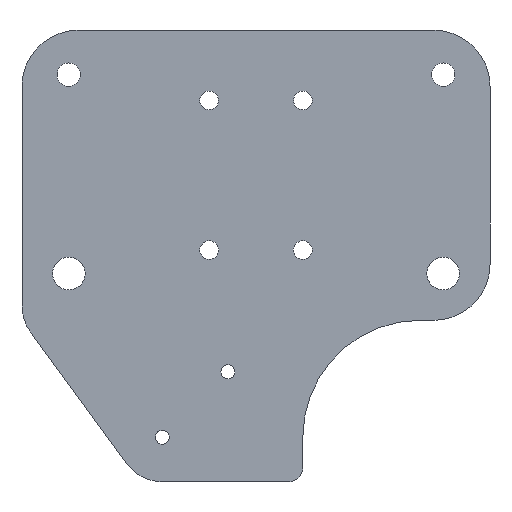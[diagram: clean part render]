
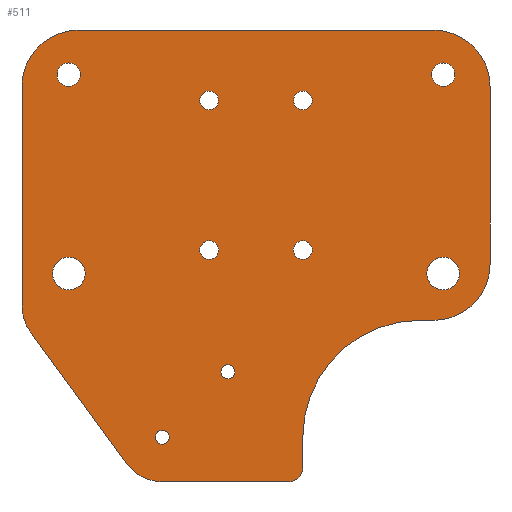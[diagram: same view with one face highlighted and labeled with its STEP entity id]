
A CAD part, left-side view. The second image highlights one B-rep face of the part: STEP entity #511.
In plain terms, the highlighted planar face has unit normal (-1, 0, 0).
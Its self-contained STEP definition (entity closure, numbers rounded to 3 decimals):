
#42=FACE_BOUND('',#93,.T.);
#43=FACE_BOUND('',#94,.T.);
#44=FACE_BOUND('',#95,.T.);
#45=FACE_BOUND('',#96,.T.);
#46=FACE_BOUND('',#97,.T.);
#47=FACE_BOUND('',#98,.T.);
#48=FACE_BOUND('',#99,.T.);
#49=FACE_BOUND('',#100,.T.);
#50=FACE_BOUND('',#101,.T.);
#51=FACE_BOUND('',#102,.T.);
#56=FACE_OUTER_BOUND('',#92,.T.);
#92=EDGE_LOOP('',(#390,#391,#392,#393,#394,#395,#396,#397,#398,#399,#400,
#401,#402,#403));
#93=EDGE_LOOP('',(#404));
#94=EDGE_LOOP('',(#405));
#95=EDGE_LOOP('',(#406));
#96=EDGE_LOOP('',(#407));
#97=EDGE_LOOP('',(#408));
#98=EDGE_LOOP('',(#409));
#99=EDGE_LOOP('',(#410));
#100=EDGE_LOOP('',(#411));
#101=EDGE_LOOP('',(#412));
#102=EDGE_LOOP('',(#413));
#141=CIRCLE('',#566,9.5);
#142=CIRCLE('',#570,3.);
#143=CIRCLE('',#571,25.);
#144=CIRCLE('',#572,12.);
#145=CIRCLE('',#573,12.);
#146=CIRCLE('',#574,12.);
#147=CIRCLE('',#575,9.5);
#148=CIRCLE('',#576,2.5);
#149=CIRCLE('',#577,2.);
#150=CIRCLE('',#578,2.);
#151=CIRCLE('',#579,2.);
#152=CIRCLE('',#580,2.);
#153=CIRCLE('',#581,3.5);
#154=CIRCLE('',#582,3.5);
#155=CIRCLE('',#583,2.5);
#156=CIRCLE('',#584,1.5);
#157=CIRCLE('',#585,1.5);
#168=LINE('',#826,#206);
#170=LINE('',#830,#208);
#171=LINE('',#835,#209);
#172=LINE('',#839,#210);
#173=LINE('',#843,#211);
#174=LINE('',#847,#212);
#175=LINE('',#851,#213);
#206=VECTOR('',#661,1.);
#208=VECTOR('',#665,1.);
#209=VECTOR('',#670,1.);
#210=VECTOR('',#673,1.);
#211=VECTOR('',#676,1.);
#212=VECTOR('',#679,1.);
#213=VECTOR('',#682,1.);
#258=VERTEX_POINT('',#818);
#259=VERTEX_POINT('',#819);
#260=VERTEX_POINT('',#824);
#261=VERTEX_POINT('',#828);
#262=VERTEX_POINT('',#832);
#263=VERTEX_POINT('',#834);
#264=VERTEX_POINT('',#836);
#265=VERTEX_POINT('',#838);
#266=VERTEX_POINT('',#840);
#267=VERTEX_POINT('',#842);
#268=VERTEX_POINT('',#844);
#269=VERTEX_POINT('',#846);
#270=VERTEX_POINT('',#848);
#271=VERTEX_POINT('',#850);
#272=VERTEX_POINT('',#853);
#273=VERTEX_POINT('',#855);
#274=VERTEX_POINT('',#857);
#275=VERTEX_POINT('',#859);
#276=VERTEX_POINT('',#861);
#277=VERTEX_POINT('',#863);
#278=VERTEX_POINT('',#865);
#279=VERTEX_POINT('',#867);
#280=VERTEX_POINT('',#869);
#281=VERTEX_POINT('',#871);
#306=EDGE_CURVE('',#258,#259,#141,.T.);
#310=EDGE_CURVE('',#260,#258,#168,.T.);
#312=EDGE_CURVE('',#259,#261,#170,.T.);
#313=EDGE_CURVE('',#262,#260,#142,.T.);
#314=EDGE_CURVE('',#263,#262,#171,.T.);
#315=EDGE_CURVE('',#263,#264,#143,.T.);
#316=EDGE_CURVE('',#265,#264,#172,.F.);
#317=EDGE_CURVE('',#266,#265,#144,.T.);
#318=EDGE_CURVE('',#267,#266,#173,.T.);
#319=EDGE_CURVE('',#268,#267,#145,.T.);
#320=EDGE_CURVE('',#269,#268,#174,.F.);
#321=EDGE_CURVE('',#270,#269,#146,.T.);
#322=EDGE_CURVE('',#271,#270,#175,.T.);
#323=EDGE_CURVE('',#261,#271,#147,.T.);
#324=EDGE_CURVE('',#272,#272,#148,.T.);
#325=EDGE_CURVE('',#273,#273,#149,.T.);
#326=EDGE_CURVE('',#274,#274,#150,.T.);
#327=EDGE_CURVE('',#275,#275,#151,.T.);
#328=EDGE_CURVE('',#276,#276,#152,.T.);
#329=EDGE_CURVE('',#277,#277,#153,.T.);
#330=EDGE_CURVE('',#278,#278,#154,.T.);
#331=EDGE_CURVE('',#279,#279,#155,.T.);
#332=EDGE_CURVE('',#280,#280,#156,.T.);
#333=EDGE_CURVE('',#281,#281,#157,.T.);
#390=ORIENTED_EDGE('',*,*,#313,.F.);
#391=ORIENTED_EDGE('',*,*,#314,.F.);
#392=ORIENTED_EDGE('',*,*,#315,.T.);
#393=ORIENTED_EDGE('',*,*,#316,.F.);
#394=ORIENTED_EDGE('',*,*,#317,.F.);
#395=ORIENTED_EDGE('',*,*,#318,.F.);
#396=ORIENTED_EDGE('',*,*,#319,.F.);
#397=ORIENTED_EDGE('',*,*,#320,.F.);
#398=ORIENTED_EDGE('',*,*,#321,.F.);
#399=ORIENTED_EDGE('',*,*,#322,.F.);
#400=ORIENTED_EDGE('',*,*,#323,.F.);
#401=ORIENTED_EDGE('',*,*,#312,.F.);
#402=ORIENTED_EDGE('',*,*,#306,.F.);
#403=ORIENTED_EDGE('',*,*,#310,.F.);
#404=ORIENTED_EDGE('',*,*,#324,.T.);
#405=ORIENTED_EDGE('',*,*,#325,.T.);
#406=ORIENTED_EDGE('',*,*,#326,.T.);
#407=ORIENTED_EDGE('',*,*,#327,.T.);
#408=ORIENTED_EDGE('',*,*,#328,.T.);
#409=ORIENTED_EDGE('',*,*,#329,.T.);
#410=ORIENTED_EDGE('',*,*,#330,.T.);
#411=ORIENTED_EDGE('',*,*,#331,.T.);
#412=ORIENTED_EDGE('',*,*,#332,.T.);
#413=ORIENTED_EDGE('',*,*,#333,.T.);
#501=PLANE('',#569);
#511=ADVANCED_FACE('',(#56,#42,#43,#44,#45,#46,#47,#48,#49,#50,#51),#501,
 .F.);
#566=AXIS2_PLACEMENT_3D('',#820,#654,#655);
#569=AXIS2_PLACEMENT_3D('',#831,#666,#667);
#570=AXIS2_PLACEMENT_3D('',#833,#668,#669);
#571=AXIS2_PLACEMENT_3D('',#837,#671,#672);
#572=AXIS2_PLACEMENT_3D('',#841,#674,#675);
#573=AXIS2_PLACEMENT_3D('',#845,#677,#678);
#574=AXIS2_PLACEMENT_3D('',#849,#680,#681);
#575=AXIS2_PLACEMENT_3D('',#852,#683,#684);
#576=AXIS2_PLACEMENT_3D('',#854,#685,#686);
#577=AXIS2_PLACEMENT_3D('',#856,#687,#688);
#578=AXIS2_PLACEMENT_3D('',#858,#689,#690);
#579=AXIS2_PLACEMENT_3D('',#860,#691,#692);
#580=AXIS2_PLACEMENT_3D('',#862,#693,#694);
#581=AXIS2_PLACEMENT_3D('',#864,#695,#696);
#582=AXIS2_PLACEMENT_3D('',#866,#697,#698);
#583=AXIS2_PLACEMENT_3D('',#868,#699,#700);
#584=AXIS2_PLACEMENT_3D('',#870,#701,#702);
#585=AXIS2_PLACEMENT_3D('',#872,#703,#704);
#654=DIRECTION('center_axis',(1.,0.,0.));
#655=DIRECTION('ref_axis',(0.,-1.,0.));
#661=DIRECTION('',(0.,1.,0.));
#665=DIRECTION('',(0.,0.589,0.808));
#666=DIRECTION('center_axis',(1.,0.,0.));
#667=DIRECTION('ref_axis',(0.,1.,0.));
#668=DIRECTION('center_axis',(1.,0.,0.));
#669=DIRECTION('ref_axis',(0.,-1.,0.));
#670=DIRECTION('',(0.,0.,-1.));
#671=DIRECTION('center_axis',(1.,0.,0.));
#672=DIRECTION('ref_axis',(0.,-1.,0.));
#673=DIRECTION('',(0.,-1.,0.));
#674=DIRECTION('center_axis',(1.,0.,0.));
#675=DIRECTION('ref_axis',(0.,-1.,0.));
#676=DIRECTION('',(0.,0.,-1.));
#677=DIRECTION('center_axis',(1.,0.,0.));
#678=DIRECTION('ref_axis',(0.,-1.,0.));
#679=DIRECTION('',(0.,1.,0.));
#680=DIRECTION('center_axis',(1.,0.,0.));
#681=DIRECTION('ref_axis',(0.,-1.,0.));
#682=DIRECTION('',(0.,0.,1.));
#683=DIRECTION('center_axis',(1.,0.,0.));
#684=DIRECTION('ref_axis',(0.,-1.,0.));
#685=DIRECTION('center_axis',(1.,0.,0.));
#686=DIRECTION('ref_axis',(0.,-1.,0.));
#687=DIRECTION('center_axis',(1.,0.,0.));
#688=DIRECTION('ref_axis',(0.,-1.,0.));
#689=DIRECTION('center_axis',(1.,0.,0.));
#690=DIRECTION('ref_axis',(0.,-1.,0.));
#691=DIRECTION('center_axis',(1.,0.,0.));
#692=DIRECTION('ref_axis',(0.,-1.,0.));
#693=DIRECTION('center_axis',(1.,0.,0.));
#694=DIRECTION('ref_axis',(0.,-1.,0.));
#695=DIRECTION('center_axis',(1.,0.,0.));
#696=DIRECTION('ref_axis',(0.,-1.,0.));
#697=DIRECTION('center_axis',(1.,0.,0.));
#698=DIRECTION('ref_axis',(0.,-1.,0.));
#699=DIRECTION('center_axis',(1.,0.,0.));
#700=DIRECTION('ref_axis',(0.,-1.,0.));
#701=DIRECTION('center_axis',(1.,0.,0.));
#702=DIRECTION('ref_axis',(0.,-1.,0.));
#703=DIRECTION('center_axis',(1.,0.,0.));
#704=DIRECTION('ref_axis',(0.,-1.,0.));
#818=CARTESIAN_POINT('',(-4.6,20.,-34.5));
#819=CARTESIAN_POINT('',(-4.6,27.674,-30.599));
#820=CARTESIAN_POINT('Origin',(-4.6,20.,-25.));
#824=CARTESIAN_POINT('',(-4.6,-7.,-34.5));
#826=CARTESIAN_POINT('',(-4.6,6.5,-34.5));
#828=CARTESIAN_POINT('',(-4.6,48.174,-2.502));
#830=CARTESIAN_POINT('',(-4.6,37.924,-16.551));
#831=CARTESIAN_POINT('Origin',(-4.6,0.,0.));
#832=CARTESIAN_POINT('',(-4.6,-10.,-31.5));
#833=CARTESIAN_POINT('Origin',(-4.6,-7.,-31.5));
#834=CARTESIAN_POINT('',(-4.6,-10.,-25.));
#835=CARTESIAN_POINT('',(-4.6,-10.,-28.25));
#836=CARTESIAN_POINT('',(-4.6,-35.,0.));
#837=CARTESIAN_POINT('Origin',(-4.6,-35.,-25.));
#838=CARTESIAN_POINT('',(-4.6,-38.,0.));
#839=CARTESIAN_POINT('',(-4.6,-36.5,0.));
#840=CARTESIAN_POINT('',(-4.6,-50.,12.));
#841=CARTESIAN_POINT('Origin',(-4.6,-38.,12.));
#842=CARTESIAN_POINT('',(-4.6,-50.,50.));
#843=CARTESIAN_POINT('',(-4.6,-50.,31.));
#844=CARTESIAN_POINT('',(-4.6,-38.,62.));
#845=CARTESIAN_POINT('Origin',(-4.6,-38.,50.));
#846=CARTESIAN_POINT('',(-4.6,38.,62.));
#847=CARTESIAN_POINT('',(-4.6,0.,62.));
#848=CARTESIAN_POINT('',(-4.6,50.,50.));
#849=CARTESIAN_POINT('Origin',(-4.6,38.,50.));
#850=CARTESIAN_POINT('',(-4.6,50.,3.097));
#851=CARTESIAN_POINT('',(-4.6,50.,26.549));
#852=CARTESIAN_POINT('Origin',(-4.6,40.5,3.097));
#853=CARTESIAN_POINT('',(-4.6,37.5,52.5));
#854=CARTESIAN_POINT('Origin',(-4.6,40.,52.5));
#855=CARTESIAN_POINT('',(-4.6,-12.,15.));
#856=CARTESIAN_POINT('Origin',(-4.6,-10.,15.));
#857=CARTESIAN_POINT('',(-4.6,8.,47.));
#858=CARTESIAN_POINT('Origin',(-4.6,10.,47.));
#859=CARTESIAN_POINT('',(-4.6,8.,15.));
#860=CARTESIAN_POINT('Origin',(-4.6,10.,15.));
#861=CARTESIAN_POINT('',(-4.6,-12.,47.));
#862=CARTESIAN_POINT('Origin',(-4.6,-10.,47.));
#863=CARTESIAN_POINT('',(-4.6,36.5,10.));
#864=CARTESIAN_POINT('Origin',(-4.6,40.,10.));
#865=CARTESIAN_POINT('',(-4.6,-43.5,10.));
#866=CARTESIAN_POINT('Origin',(-4.6,-40.,10.));
#867=CARTESIAN_POINT('',(-4.6,-42.5,52.5));
#868=CARTESIAN_POINT('Origin',(-4.6,-40.,52.5));
#869=CARTESIAN_POINT('',(-4.6,18.5,-25.));
#870=CARTESIAN_POINT('Origin',(-4.6,20.,-25.));
#871=CARTESIAN_POINT('',(-4.6,4.5,-11.));
#872=CARTESIAN_POINT('Origin',(-4.6,6.,-11.));
